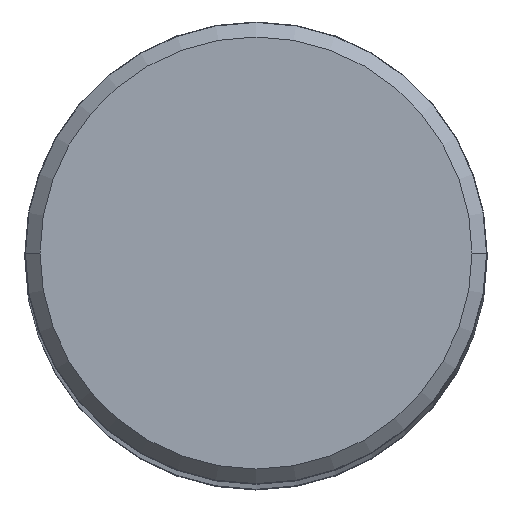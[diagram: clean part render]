
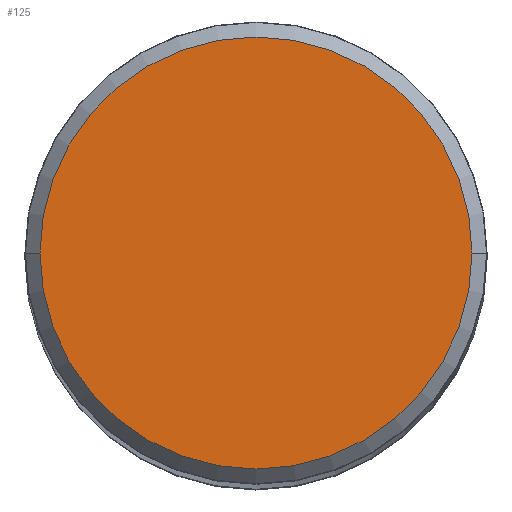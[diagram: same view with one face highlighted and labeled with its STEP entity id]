
A CAD part, top view. The second image highlights one B-rep face of the part: STEP entity #125.
In plain terms, the highlighted planar face has unit normal (0, 0, 1).
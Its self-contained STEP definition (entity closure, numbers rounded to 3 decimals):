
#50=PLANE('',#1063);
#125=ADVANCED_FACE('',(#188),#50,.F.);
#188=FACE_OUTER_BOUND('',#246,.T.);
#246=EDGE_LOOP('',(#386,#387));
#386=ORIENTED_EDGE('',*,*,#622,.T.);
#387=ORIENTED_EDGE('',*,*,#623,.T.);
#536=VERTEX_POINT('',#1738);
#537=VERTEX_POINT('',#1739);
#622=EDGE_CURVE('',#536,#537,#737,.T.);
#623=EDGE_CURVE('',#537,#536,#738,.T.);
#737=CIRCLE('',#1061,14.836);
#738=CIRCLE('',#1062,14.836);
#1061=AXIS2_PLACEMENT_3D('',#1737,#1319,#1320);
#1062=AXIS2_PLACEMENT_3D('',#1740,#1321,#1322);
#1063=AXIS2_PLACEMENT_3D('',#1741,#1323,#1324);
#1319=DIRECTION('',(0.,0.,1.));
#1320=DIRECTION('',(-1.,0.,0.));
#1321=DIRECTION('',(0.,0.,1.));
#1322=DIRECTION('',(1.,0.,0.));
#1323=DIRECTION('',(0.,0.,-1.));
#1324=DIRECTION('',(1.,0.,0.));
#1737=CARTESIAN_POINT('',(0.,0.,0.));
#1738=CARTESIAN_POINT('',(-14.836,0.,0.));
#1739=CARTESIAN_POINT('',(14.836,0.,0.));
#1740=CARTESIAN_POINT('',(0.,0.,0.));
#1741=CARTESIAN_POINT('',(0.,0.,0.));
